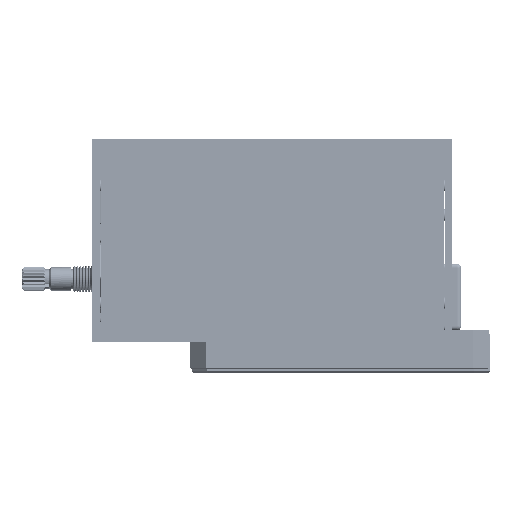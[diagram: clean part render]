
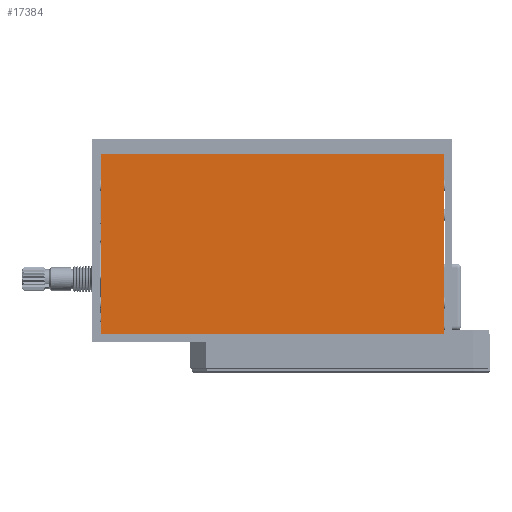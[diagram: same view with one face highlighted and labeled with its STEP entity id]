
A CAD part, left-side view. The second image highlights one B-rep face of the part: STEP entity #17384.
In plain terms, the highlighted face is planar.
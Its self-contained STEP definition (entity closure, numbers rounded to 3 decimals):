
#1817 = ORIENTED_EDGE ( 'NONE', *, *, #59229, .F. ) ;
#4783 = DIRECTION ( 'NONE',  ( 0., -1., 0. ) ) ;
#4810 = DIRECTION ( 'NONE',  ( -1., 0., 0. ) ) ;
#4838 = ORIENTED_EDGE ( 'NONE', *, *, #62404, .T. ) ;
#5124 = PLANE ( 'NONE',  #12180 ) ;
#6035 = EDGE_CURVE ( 'NONE', #103442, #45618, #22252, .T. ) ;
#6161 = CARTESIAN_POINT ( 'NONE',  ( 37.64, 174.483, 46.017 ) ) ;
#8025 = CARTESIAN_POINT ( 'NONE',  ( 37.64, 174.383, 46.017 ) ) ;
#12180 = AXIS2_PLACEMENT_3D ( 'NONE', #6161, #4810, #4783 ) ;
#15183 = CARTESIAN_POINT ( 'NONE',  ( 37.64, 86.583, 46.017 ) ) ;
#17384 = ADVANCED_FACE ( 'NONE', ( #114525 ), #5124, .F. ) ;
#18418 = VECTOR ( 'NONE', #118449, 1000. ) ;
#19649 = LINE ( 'NONE', #50093, #88310 ) ;
#22252 = LINE ( 'NONE', #126360, #18418 ) ;
#32610 = DIRECTION ( 'NONE',  ( 0., 0., -1. ) ) ;
#35863 = EDGE_CURVE ( 'NONE', #86110, #140686, #114781, .T. ) ;
#45618 = VERTEX_POINT ( 'NONE', #121825 ) ;
#50093 = CARTESIAN_POINT ( 'NONE',  ( 37.64, 86.583, 46.017 ) ) ;
#59229 = EDGE_CURVE ( 'NONE', #140686, #45618, #108384, .T. ) ;
#61233 = CARTESIAN_POINT ( 'NONE',  ( 37.64, 174.483, 46.017 ) ) ;
#62404 = EDGE_CURVE ( 'NONE', #86110, #103442, #19649, .T. ) ;
#72931 = DIRECTION ( 'NONE',  ( 0., 1., 0. ) ) ;
#82300 = ORIENTED_EDGE ( 'NONE', *, *, #35863, .F. ) ;
#86110 = VERTEX_POINT ( 'NONE', #15183 ) ;
#88310 = VECTOR ( 'NONE', #146804, 1000. ) ;
#99783 = ORIENTED_EDGE ( 'NONE', *, *, #6035, .T. ) ;
#103442 = VERTEX_POINT ( 'NONE', #113655 ) ;
#108384 = LINE ( 'NONE', #8025, #140762 ) ;
#113655 = CARTESIAN_POINT ( 'NONE',  ( 37.64, 86.583, 0.017 ) ) ;
#114525 = FACE_OUTER_BOUND ( 'NONE', #143881, .T. ) ;
#114781 = LINE ( 'NONE', #61233, #147118 ) ;
#118449 = DIRECTION ( 'NONE',  ( 0., 1., 0. ) ) ;
#121825 = CARTESIAN_POINT ( 'NONE',  ( 37.64, 174.383, 0.017 ) ) ;
#126360 = CARTESIAN_POINT ( 'NONE',  ( 37.64, 174.483, 0.017 ) ) ;
#137257 = CARTESIAN_POINT ( 'NONE',  ( 37.64, 174.383, 46.017 ) ) ;
#140686 = VERTEX_POINT ( 'NONE', #137257 ) ;
#140762 = VECTOR ( 'NONE', #32610, 1000. ) ;
#143881 = EDGE_LOOP ( 'NONE', ( #99783, #1817, #82300, #4838 ) ) ;
#146804 = DIRECTION ( 'NONE',  ( 0., 0., -1. ) ) ;
#147118 = VECTOR ( 'NONE', #72931, 1000. ) ;
